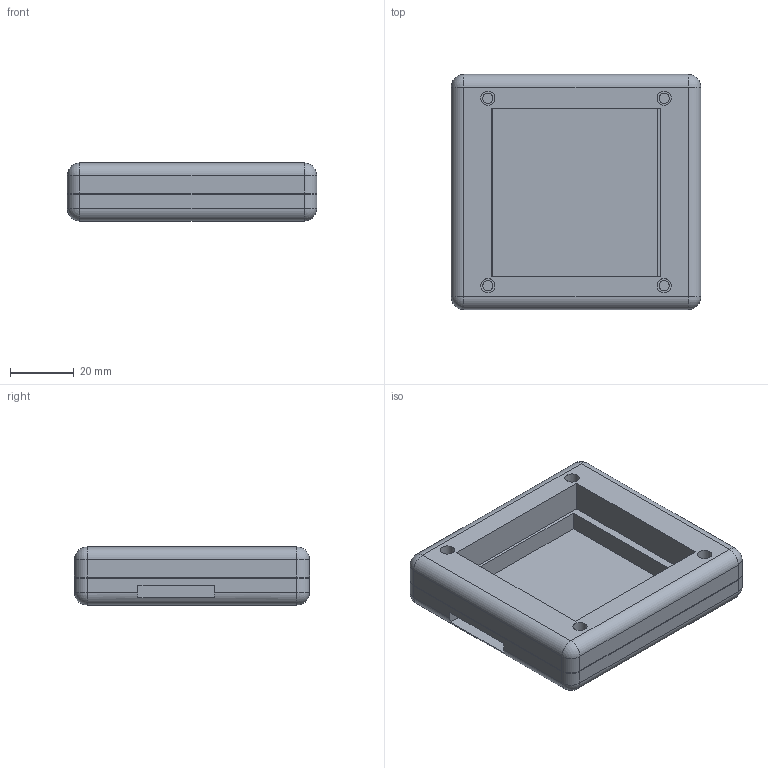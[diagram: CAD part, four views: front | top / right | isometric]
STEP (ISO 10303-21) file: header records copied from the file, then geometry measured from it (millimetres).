
FILE_DESCRIPTION(('HOOPS Exchange Step'),'2;1');
FILE_NAME('temp_export','2025-06-15T21:58:20+02:00',('hursa'),('Shapr3D Limited'),'HOOPS Exchange 2024.8','Shapr3D','Authorized');
FILE_SCHEMA( ('AP242_MANAGED_MODEL_BASED_3D_ENGINEERING_MIM_LF {1 0 10303 442 1 1 4}') );
Length unit declared in the file: millimetre
Products named in the file (1): root
Bounding box: 78.5 x 74 x 18.3 mm (x, y, z)
Volume: 51517.3 mm3; surface area: 27139.1 mm2
Topology: 2 solids, 2 shells, 79 faces, 195 edges, 122 vertices
Faces by surface type: plane 43, cylinder 28, sphere 8
Full cylindrical faces by diameter (mm): 3.2 x8, 4.5 x4
Entity records: 2350 total; most frequent: DIRECTION 423, CARTESIAN_POINT 390, ORIENTED_EDGE 374, EDGE_CURVE 187, AXIS2_PLACEMENT_3D 155, VERTEX_POINT 122, VECTOR 113, LINE 113
